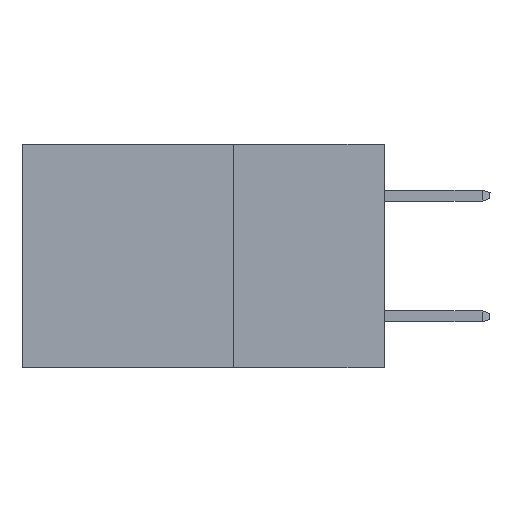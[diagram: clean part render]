
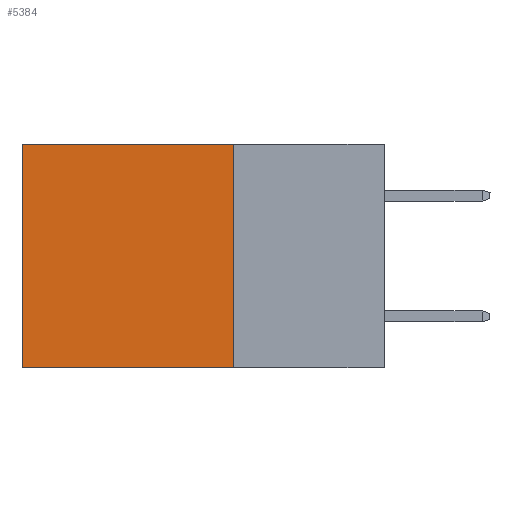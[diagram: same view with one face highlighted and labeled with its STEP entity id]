
A CAD part, left-side view. The second image highlights one B-rep face of the part: STEP entity #5384.
In plain terms, the highlighted planar face has unit normal (-1, 0, 0).
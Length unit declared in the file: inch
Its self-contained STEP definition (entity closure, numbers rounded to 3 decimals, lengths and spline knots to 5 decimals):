
#12 = PLANE ( 'NONE',  #7845 ) ;
#87 = DIRECTION ( 'NONE',  ( 0., 0., -1. ) ) ;
#941 = LINE ( 'NONE', #24503, #18766 ) ;
#1771 = DIRECTION ( 'NONE',  ( 0., 0., -1. ) ) ;
#3349 = CARTESIAN_POINT ( 'NONE',  ( 0.298, 0.25, 0. ) ) ;
#4407 = VERTEX_POINT ( 'NONE', #5525 ) ;
#4490 = LINE ( 'NONE', #3349, #16251 ) ;
#4769 = VECTOR ( 'NONE', #11598, 39.37008 ) ;
#5384 = ADVANCED_FACE ( 'NONE', ( #18443 ), #12, .F. ) ;
#5430 = DIRECTION ( 'NONE',  ( 0., 0., -1. ) ) ;
#5525 = CARTESIAN_POINT ( 'NONE',  ( 0.298, 0.25, 0. ) ) ;
#5535 = EDGE_CURVE ( 'NONE', #4407, #9176, #20517, .T. ) ;
#7845 = AXIS2_PLACEMENT_3D ( 'NONE', #13437, #11670, #87 ) ;
#8117 = ORIENTED_EDGE ( 'NONE', *, *, #18234, .F. ) ;
#9176 = VERTEX_POINT ( 'NONE', #16730 ) ;
#9257 = VERTEX_POINT ( 'NONE', #15493 ) ;
#10073 = ORIENTED_EDGE ( 'NONE', *, *, #22061, .T. ) ;
#11598 = DIRECTION ( 'NONE',  ( 0., 1., 0. ) ) ;
#11670 = DIRECTION ( 'NONE',  ( 1., 0., 0. ) ) ;
#12817 = ORIENTED_EDGE ( 'NONE', *, *, #15822, .T. ) ;
#13250 = CARTESIAN_POINT ( 'NONE',  ( 0.298, 0.6, -0.37 ) ) ;
#13315 = VECTOR ( 'NONE', #1771, 39.37008 ) ;
#13437 = CARTESIAN_POINT ( 'NONE',  ( 0.298, 0.25, 0. ) ) ;
#15493 = CARTESIAN_POINT ( 'NONE',  ( 0.298, 0.6, 0. ) ) ;
#15822 = EDGE_CURVE ( 'NONE', #4407, #9257, #4490, .T. ) ;
#16251 = VECTOR ( 'NONE', #23864, 39.37008 ) ;
#16730 = CARTESIAN_POINT ( 'NONE',  ( 0.298, 0.25, -0.37 ) ) ;
#17126 = LINE ( 'NONE', #19324, #4769 ) ;
#18234 = EDGE_CURVE ( 'NONE', #9176, #24235, #17126, .T. ) ;
#18443 = FACE_OUTER_BOUND ( 'NONE', #23099, .T. ) ;
#18766 = VECTOR ( 'NONE', #5430, 39.37008 ) ;
#19324 = CARTESIAN_POINT ( 'NONE',  ( 0.298, 0.25, -0.37 ) ) ;
#20517 = LINE ( 'NONE', #22997, #13315 ) ;
#22061 = EDGE_CURVE ( 'NONE', #9257, #24235, #941, .T. ) ;
#22593 = ORIENTED_EDGE ( 'NONE', *, *, #5535, .F. ) ;
#22997 = CARTESIAN_POINT ( 'NONE',  ( 0.298, 0.25, 0. ) ) ;
#23099 = EDGE_LOOP ( 'NONE', ( #10073, #8117, #22593, #12817 ) ) ;
#23864 = DIRECTION ( 'NONE',  ( 0., 1., 0. ) ) ;
#24235 = VERTEX_POINT ( 'NONE', #13250 ) ;
#24503 = CARTESIAN_POINT ( 'NONE',  ( 0.298, 0.6, 0. ) ) ;
